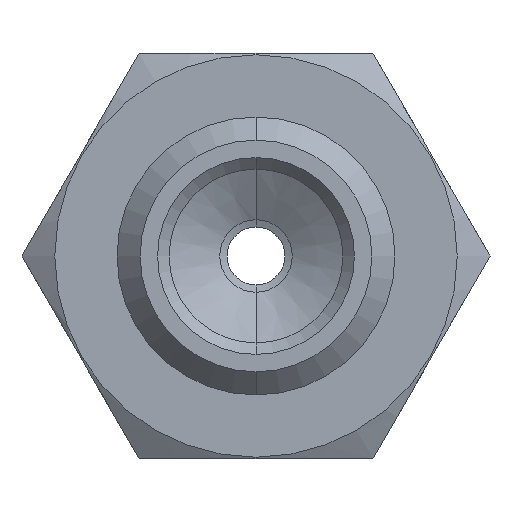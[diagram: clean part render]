
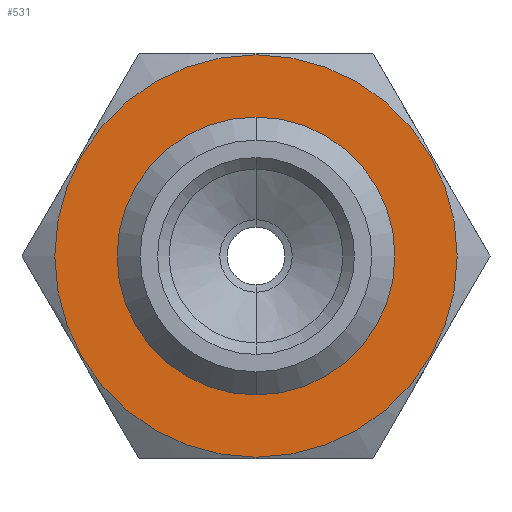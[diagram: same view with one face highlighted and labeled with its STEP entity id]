
A CAD part, front view. The second image highlights one B-rep face of the part: STEP entity #531.
In plain terms, the highlighted planar face has unit normal (0, -1, 0).
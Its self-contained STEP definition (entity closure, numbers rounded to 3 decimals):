
#419 = CARTESIAN_POINT ( 'NONE',  ( 0., 6., 0. ) ) ;
#420 = DIRECTION ( 'NONE',  ( 0., -1., 0. ) ) ;
#421 = DIRECTION ( 'NONE',  ( 0., 0., -1. ) ) ;
#429 = CARTESIAN_POINT ( 'NONE',  ( 0., 6., 0. ) ) ;
#430 = DIRECTION ( 'NONE',  ( 0., -1., 0. ) ) ;
#431 = DIRECTION ( 'NONE',  ( 0., 0., -1. ) ) ;
#531 = ADVANCED_FACE ( 'NONE', ( #1232, #1233 ), #1441, .T. ) ;
#727 = DIRECTION ( 'NONE',  ( 0., 0., -1. ) ) ;
#728 = DIRECTION ( 'NONE',  ( 0., -1., 0. ) ) ;
#729 = CARTESIAN_POINT ( 'NONE',  ( 0., 6., 0. ) ) ;
#856 = AXIS2_PLACEMENT_3D ( 'NONE', #1440, #1439, #1438 ) ;
#860 = AXIS2_PLACEMENT_3D ( 'NONE', #1509, #1508, #1507 ) ;
#862 = CIRCLE ( 'NONE', #860, 6.95 ) ;
#980 = VERTEX_POINT ( 'NONE', #1557 ) ;
#981 = VERTEX_POINT ( 'NONE', #1556 ) ;
#984 = VERTEX_POINT ( 'NONE', #1553 ) ;
#985 = VERTEX_POINT ( 'NONE', #1552 ) ;
#1062 = EDGE_LOOP ( 'NONE', ( #1908, #1907 ) ) ;
#1063 = EDGE_LOOP ( 'NONE', ( #1136, #1137 ) ) ;
#1136 = ORIENTED_EDGE ( 'NONE', *, *, #1698, .T. ) ;
#1137 = ORIENTED_EDGE ( 'NONE', *, *, #1263, .T. ) ;
#1232 = FACE_OUTER_BOUND ( 'NONE', #1063, .T. ) ;
#1233 = FACE_BOUND ( 'NONE', #1062, .T. ) ;
#1263 = EDGE_CURVE ( 'NONE', #981, #980, #862, .T. ) ;
#1318 = EDGE_CURVE ( 'NONE', #984, #985, #1747, .T. ) ;
#1438 = DIRECTION ( 'NONE',  ( 0., 0., -1. ) ) ;
#1439 = DIRECTION ( 'NONE',  ( 0., -1., 0. ) ) ;
#1440 = CARTESIAN_POINT ( 'NONE',  ( 6.95, 6., 0. ) ) ;
#1441 = PLANE ( 'NONE',  #856 ) ;
#1507 = DIRECTION ( 'NONE',  ( 0., 0., -1. ) ) ;
#1508 = DIRECTION ( 'NONE',  ( 0., -1., 0. ) ) ;
#1509 = CARTESIAN_POINT ( 'NONE',  ( 0., 6., 0. ) ) ;
#1552 = CARTESIAN_POINT ( 'NONE',  ( 0., 6., -4.8 ) ) ;
#1553 = CARTESIAN_POINT ( 'NONE',  ( 0., 6., 4.8 ) ) ;
#1556 = CARTESIAN_POINT ( 'NONE',  ( 0., 6., 6.95 ) ) ;
#1557 = CARTESIAN_POINT ( 'NONE',  ( 0., 6., -6.95 ) ) ;
#1694 = EDGE_CURVE ( 'NONE', #985, #984, #1883, .T. ) ;
#1698 = EDGE_CURVE ( 'NONE', #980, #981, #1869, .T. ) ;
#1746 = AXIS2_PLACEMENT_3D ( 'NONE', #729, #728, #727 ) ;
#1747 = CIRCLE ( 'NONE', #1746, 4.8 ) ;
#1869 = CIRCLE ( 'NONE', #1890, 6.95 ) ;
#1883 = CIRCLE ( 'NONE', #1885, 4.8 ) ;
#1885 = AXIS2_PLACEMENT_3D ( 'NONE', #419, #420, #421 ) ;
#1890 = AXIS2_PLACEMENT_3D ( 'NONE', #429, #430, #431 ) ;
#1907 = ORIENTED_EDGE ( 'NONE', *, *, #1318, .F. ) ;
#1908 = ORIENTED_EDGE ( 'NONE', *, *, #1694, .F. ) ;
